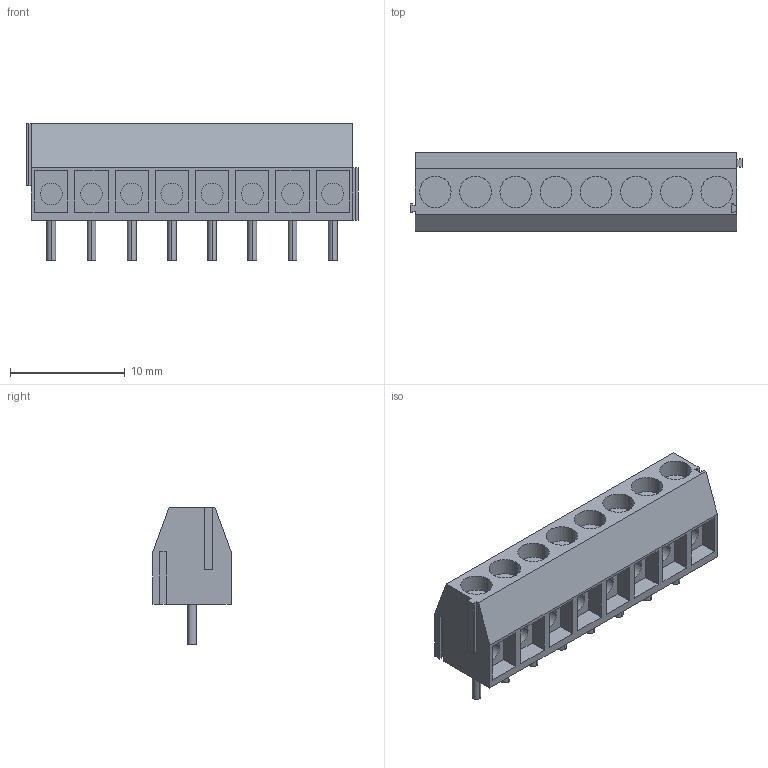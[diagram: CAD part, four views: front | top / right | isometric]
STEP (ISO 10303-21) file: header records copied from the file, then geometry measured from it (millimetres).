
FILE_DESCRIPTION(('CATIA V5 STEP','CAx-IF Rec.Pracs.--- Model Styling and Organization---1.2---2011-12-15'),'2;1');
FILE_NAME ('D1458984_0', '2018-09-01T16:09:07+00:00', ('none'), ('Weidmueller'), 'CATIA Version 5-6 Release 2014', 'CATIA V5 STEP AP214', 'none');
FILE_SCHEMA(('AUTOMOTIVE_DESIGN { 1 0 10303 214 1 1 1 1 }'));
Length unit declared in the file: millimetre
Products named in the file (1): 1912380000
Bounding box: 28.9 x 6.8 x 11.9 mm (x, y, z)
Volume: 1242.7 mm3; surface area: 1625.8 mm2
Topology: 17 solids, 17 shells, 200 faces, 450 edges, 300 vertices
Faces by surface type: plane 152, cylinder 48
Entity records: 4989 total; most frequent: ORIENTED_EDGE 900, CARTESIAN_POINT 849, DIRECTION 646, EDGE_CURVE 450, VECTOR 354, LINE 354, VERTEX_POINT 300, EDGE_LOOP 232
